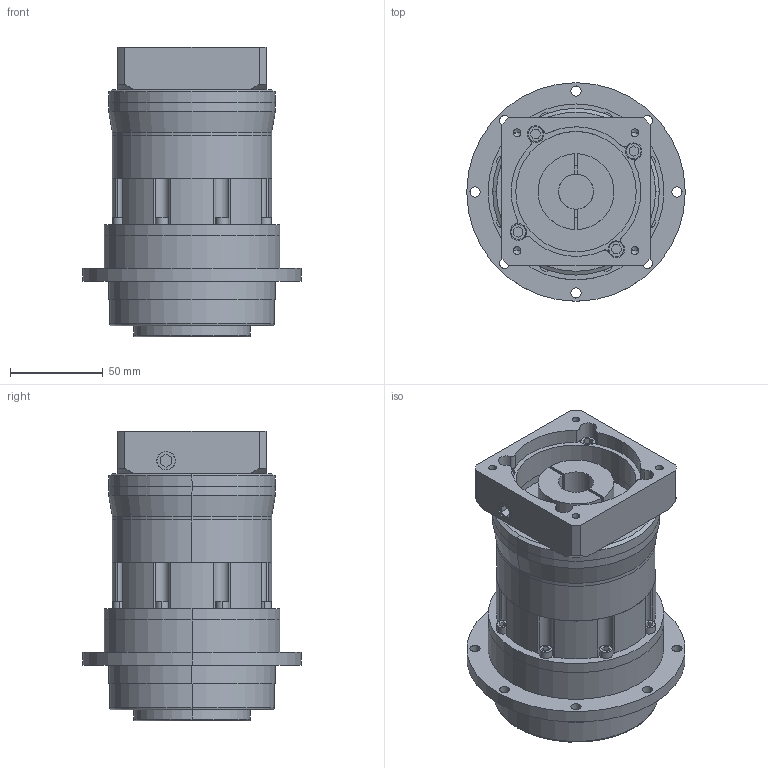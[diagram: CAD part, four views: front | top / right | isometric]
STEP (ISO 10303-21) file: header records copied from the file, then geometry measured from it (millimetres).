
FILE_DESCRIPTION (( 'STEP AP214' ), '1' );
FILE_NAME ('VGH90三级模型M5 方80.STEP', '2018-11-05T09:20:31', ( 'Windows' ), ( 'Microsoft' ), 'SwSTEP 2.0', 'SolidWorks 2016', '' );
FILE_SCHEMA (( 'AUTOMOTIVE_DESIGN' ));
Length unit declared in the file: millimetre
Products named in the file (1): VGH90三级模型M5 方80
Bounding box: 118 x 118 x 156.5 mm (x, y, z)
Volume: 888552 mm3; surface area: 155185.1 mm2
Topology: 8 solids, 8 shells, 372 faces, 917 edges, 588 vertices
Faces by surface type: cylinder 177, plane 157, cone 32, torus 6
Entity records: 11901 total; most frequent: DIRECTION 2021, CARTESIAN_POINT 1878, ORIENTED_EDGE 1786, EDGE_CURVE 893, AXIS2_PLACEMENT_3D 763, VERTEX_POINT 588, VECTOR 495, LINE 495
